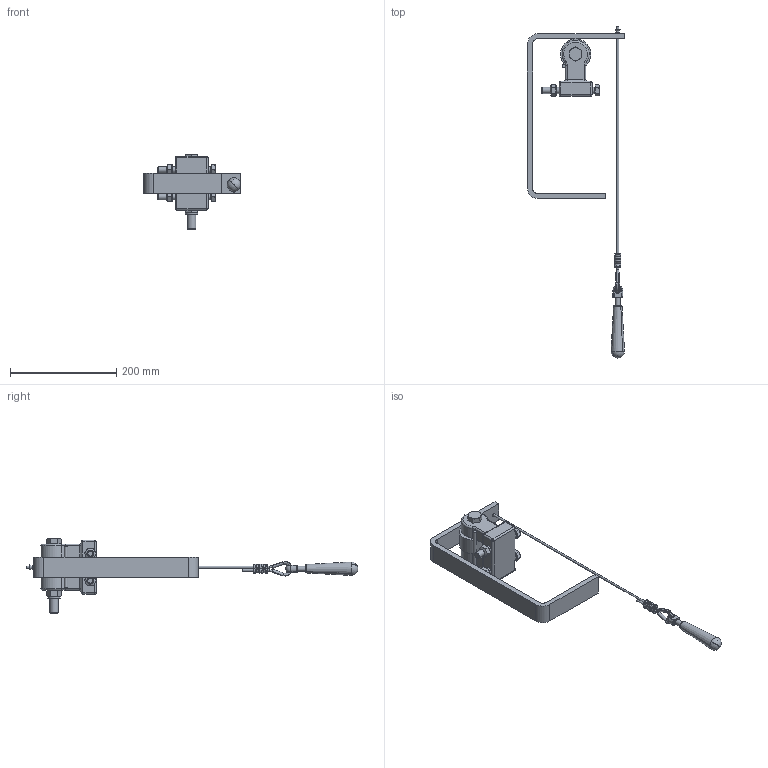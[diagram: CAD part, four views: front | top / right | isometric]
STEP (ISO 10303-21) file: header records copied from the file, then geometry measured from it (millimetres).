
FILE_DESCRIPTION((''),'2;1');
FILE_NAME('27065 BYPASS STOP ASSEMBLY.stp','2013-05-29T06:22:07',('jholman'),(''),'Autodesk Inventor 2011','Autodesk Inventor 2011','');
FILE_SCHEMA(('AUTOMOTIVE_DESIGN { 1 0 10303 214 1 1 1 1 }'));
Length unit declared in the file: inch
Products named in the file (13): 27065; 3D11B5B4C; 3D11RYH4C; 3D11PBG4A; 74300; 50046; Thimble ST 1-8; 65060; 3D11RJC4A; Hex Cap Screw - Metric M16 x 130; 3D1191G4A; Hex Cap Screw - Metric M12 x 100; Prevailing Torque Type Hex Nut - UNC (Regular Thread - Inch)  (IFI) 1/2 - 13 Metal Type
Assembly tree (14 placements, depth 2):
  27065
    3D11B5B4C
    3D11RYH4C
    3D11PBG4A
    74300
    50046
    Thimble ST 1-8
    65060
    3D11RJC4A
    Hex Cap Screw - Metric M16 x 130
    3D1191G4A
    Hex Cap Screw - Metric M12 x 100  x2
    Prevailing Torque Type Hex Nut - UNC (Regular Thread - Inch)  (IFI) 1/2 - 13 Metal Type  x2
Bounding box: 182.56 x 624.28 x 140.32 mm (x, y, z)
Volume: 405173.2 mm3; surface area: 170457.6 mm2
Topology: 13 solids, 293 shells, 865 faces, 2524 edges, 1911 vertices
Faces by surface type: cylinder 282, cone 188, bspline 176, plane 115, torus 69, sphere 35
Full cylindrical faces by diameter (mm): 3.175 x1, 3.81 x4, 5.182 x1, 6.35 x2, 8.357 x2, 9.525 x22, 10.592 x2, 12 x2, 13.386 x1, 13.494 x2, 13.843 x1, 16 x1, 16.6 x2, 16.669 x3, 17.374 x1, 22.49 x1, 23.114 x1
Entity records: 45777 total; most frequent: CARTESIAN_POINT 25350, DIRECTION 3522, ORIENTED_EDGE 3203, EDGE_CURVE 2156, VERTEX_POINT 1774, AXIS2_PLACEMENT_3D 1389, EDGE_LOOP 819, CIRCLE 757
